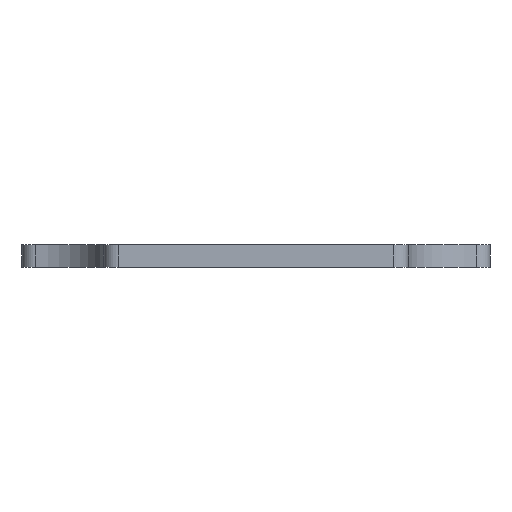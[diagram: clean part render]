
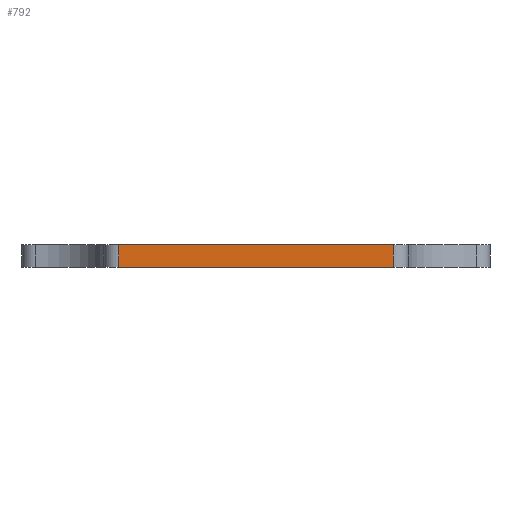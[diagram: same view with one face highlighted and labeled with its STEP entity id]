
A CAD part, left-side view. The second image highlights one B-rep face of the part: STEP entity #792.
In plain terms, the highlighted planar face has unit normal (-1, 0, 0).
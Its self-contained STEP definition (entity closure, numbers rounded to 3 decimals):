
#68=PLANE('',#904);
#100=FACE_OUTER_BOUND('',#166,.T.);
#166=EDGE_LOOP('',(#697,#698,#699,#700));
#185=LINE('',#1201,#241);
#213=LINE('',#1335,#269);
#224=LINE('',#1372,#280);
#225=LINE('',#1374,#281);
#241=VECTOR('',#945,10.);
#269=VECTOR('',#1087,10.);
#280=VECTOR('',#1130,10.);
#281=VECTOR('',#1133,10.);
#360=VERTEX_POINT('',#1198);
#361=VERTEX_POINT('',#1200);
#409=VERTEX_POINT('',#1332);
#410=VERTEX_POINT('',#1334);
#433=EDGE_CURVE('',#360,#361,#185,.T.);
#500=EDGE_CURVE('',#409,#410,#213,.T.);
#520=EDGE_CURVE('',#361,#409,#224,.T.);
#521=EDGE_CURVE('',#410,#360,#225,.T.);
#697=ORIENTED_EDGE('',*,*,#520,.F.);
#698=ORIENTED_EDGE('',*,*,#433,.F.);
#699=ORIENTED_EDGE('',*,*,#521,.F.);
#700=ORIENTED_EDGE('',*,*,#500,.F.);
#792=ADVANCED_FACE('',(#100),#68,.F.);
#904=AXIS2_PLACEMENT_3D('',#1373,#1131,#1132);
#945=DIRECTION('',(0.,-1.,0.));
#1087=DIRECTION('',(0.,1.,0.));
#1130=DIRECTION('',(0.,0.,-1.));
#1131=DIRECTION('center_axis',(1.,0.,0.));
#1132=DIRECTION('ref_axis',(0.,0.,-1.));
#1133=DIRECTION('',(0.,0.,1.));
#1198=CARTESIAN_POINT('',(61.,76.,1.));
#1200=CARTESIAN_POINT('',(61.,39.,1.));
#1201=CARTESIAN_POINT('',(61.,85.,1.));
#1332=CARTESIAN_POINT('',(61.,39.,-2.));
#1334=CARTESIAN_POINT('',(61.,76.,-2.));
#1335=CARTESIAN_POINT('',(61.,85.,-2.));
#1372=CARTESIAN_POINT('',(61.,39.,0.5));
#1373=CARTESIAN_POINT('Origin',(61.,110.,0.));
#1374=CARTESIAN_POINT('',(61.,76.,0.5));
